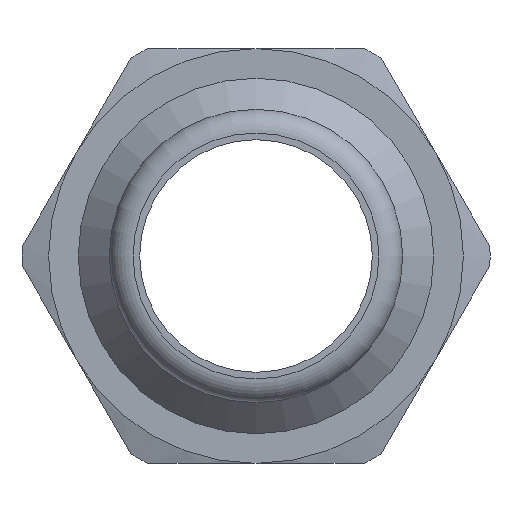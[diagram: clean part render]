
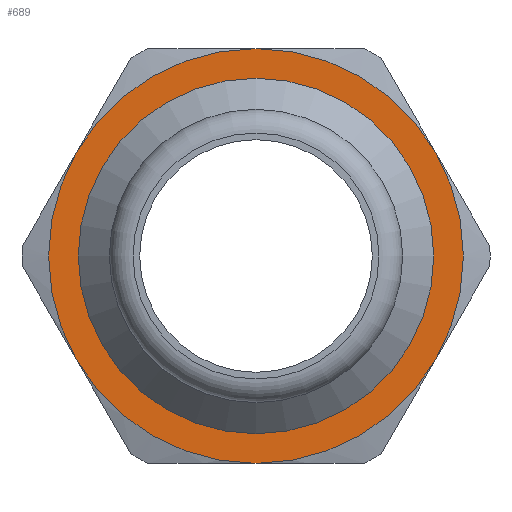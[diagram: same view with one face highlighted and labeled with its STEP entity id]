
A CAD part, left-side view. The second image highlights one B-rep face of the part: STEP entity #689.
In plain terms, the highlighted planar face has unit normal (-1, 0, 0).
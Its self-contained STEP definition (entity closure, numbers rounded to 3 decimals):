
#55=FACE_BOUND('',#146,.T.);
#65=PLANE('',#807);
#103=FACE_OUTER_BOUND('',#145,.T.);
#145=EDGE_LOOP('',(#613,#614,#615,#616,#617,#618));
#146=EDGE_LOOP('',(#619,#620));
#220=CIRCLE('',#762,7.);
#221=CIRCLE('',#764,7.);
#222=CIRCLE('',#766,7.);
#223=CIRCLE('',#768,7.);
#224=CIRCLE('',#770,7.);
#249=CIRCLE('',#805,6.);
#250=CIRCLE('',#806,6.);
#251=CIRCLE('',#808,7.);
#264=VERTEX_POINT('',#1068);
#270=VERTEX_POINT('',#1089);
#276=VERTEX_POINT('',#1110);
#282=VERTEX_POINT('',#1131);
#288=VERTEX_POINT('',#1152);
#298=VERTEX_POINT('',#1213);
#320=VERTEX_POINT('',#1288);
#321=VERTEX_POINT('',#1289);
#387=EDGE_CURVE('',#264,#298,#220,.T.);
#390=EDGE_CURVE('',#298,#288,#221,.T.);
#391=EDGE_CURVE('',#288,#282,#222,.T.);
#392=EDGE_CURVE('',#282,#276,#223,.T.);
#393=EDGE_CURVE('',#276,#270,#224,.T.);
#422=EDGE_CURVE('',#320,#321,#249,.T.);
#423=EDGE_CURVE('',#321,#320,#250,.T.);
#425=EDGE_CURVE('',#270,#264,#251,.T.);
#613=ORIENTED_EDGE('',*,*,#390,.F.);
#614=ORIENTED_EDGE('',*,*,#387,.F.);
#615=ORIENTED_EDGE('',*,*,#425,.F.);
#616=ORIENTED_EDGE('',*,*,#393,.F.);
#617=ORIENTED_EDGE('',*,*,#392,.F.);
#618=ORIENTED_EDGE('',*,*,#391,.F.);
#619=ORIENTED_EDGE('',*,*,#422,.T.);
#620=ORIENTED_EDGE('',*,*,#423,.T.);
#689=ADVANCED_FACE('',(#103,#55),#65,.T.);
#762=AXIS2_PLACEMENT_3D('',#1214,#929,#930);
#764=AXIS2_PLACEMENT_3D('',#1222,#933,#934);
#766=AXIS2_PLACEMENT_3D('',#1224,#937,#938);
#768=AXIS2_PLACEMENT_3D('',#1226,#941,#942);
#770=AXIS2_PLACEMENT_3D('',#1228,#945,#946);
#805=AXIS2_PLACEMENT_3D('',#1290,#1019,#1020);
#806=AXIS2_PLACEMENT_3D('',#1291,#1021,#1022);
#807=AXIS2_PLACEMENT_3D('',#1293,#1024,#1025);
#808=AXIS2_PLACEMENT_3D('',#1294,#1026,#1027);
#929=DIRECTION('center_axis',(1.,0.,0.));
#930=DIRECTION('ref_axis',(0.,1.,0.));
#933=DIRECTION('center_axis',(1.,0.,0.));
#934=DIRECTION('ref_axis',(0.,1.,0.));
#937=DIRECTION('center_axis',(1.,0.,0.));
#938=DIRECTION('ref_axis',(0.,1.,0.));
#941=DIRECTION('center_axis',(1.,0.,0.));
#942=DIRECTION('ref_axis',(0.,1.,0.));
#945=DIRECTION('center_axis',(1.,0.,0.));
#946=DIRECTION('ref_axis',(0.,1.,0.));
#1019=DIRECTION('center_axis',(1.,0.,0.));
#1020=DIRECTION('ref_axis',(0.,1.,0.));
#1021=DIRECTION('center_axis',(1.,0.,0.));
#1022=DIRECTION('ref_axis',(0.,1.,0.));
#1024=DIRECTION('center_axis',(-1.,0.,0.));
#1025=DIRECTION('ref_axis',(0.,0.,1.));
#1026=DIRECTION('center_axis',(1.,0.,0.));
#1027=DIRECTION('ref_axis',(0.,1.,0.));
#1068=CARTESIAN_POINT('',(20.,6.062,3.5));
#1089=CARTESIAN_POINT('',(20.,6.062,-3.5));
#1110=CARTESIAN_POINT('',(20.,0.,-7.));
#1131=CARTESIAN_POINT('',(20.,-6.062,-3.5));
#1152=CARTESIAN_POINT('',(20.,-6.062,3.5));
#1213=CARTESIAN_POINT('',(20.,0.,7.));
#1214=CARTESIAN_POINT('Origin',(20.,0.,0.));
#1222=CARTESIAN_POINT('Origin',(20.,0.,0.));
#1224=CARTESIAN_POINT('Origin',(20.,0.,0.));
#1226=CARTESIAN_POINT('Origin',(20.,0.,0.));
#1228=CARTESIAN_POINT('Origin',(20.,0.,0.));
#1288=CARTESIAN_POINT('',(20.,6.,0.));
#1289=CARTESIAN_POINT('',(20.,-6.,0.));
#1290=CARTESIAN_POINT('Origin',(20.,0.,0.));
#1291=CARTESIAN_POINT('Origin',(20.,0.,0.));
#1293=CARTESIAN_POINT('Origin',(20.,6.5,0.));
#1294=CARTESIAN_POINT('Origin',(20.,0.,0.));
